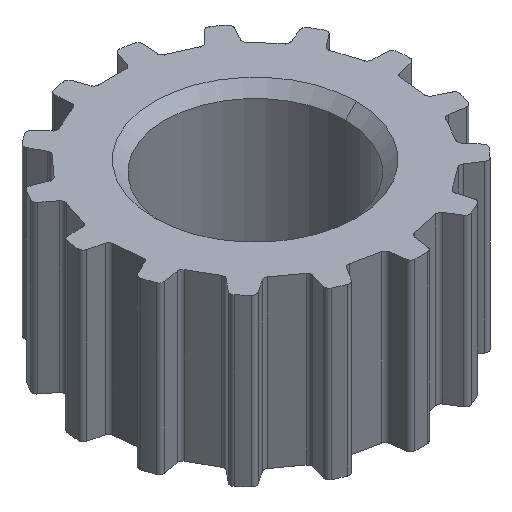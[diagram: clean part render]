
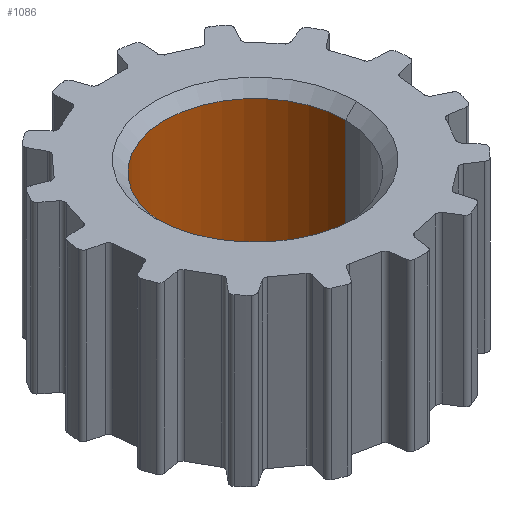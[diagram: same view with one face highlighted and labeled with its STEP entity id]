
A CAD part, isometric view. The second image highlights one B-rep face of the part: STEP entity #1086.
In plain terms, the highlighted cylindrical face has radius 2.5 mm (diameter 5 mm), a partial arc.
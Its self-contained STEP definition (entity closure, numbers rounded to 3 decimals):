
#42 = CARTESIAN_POINT ( 'NONE',  ( 0., 0., -0.998 ) ) ;
#43 = DIRECTION ( 'NONE',  ( 0., 0., 1. ) ) ;
#44 = DIRECTION ( 'NONE',  ( 1., 0., 0. ) ) ;
#175 = CARTESIAN_POINT ( 'NONE',  ( 2.5, 0., -0.998 ) ) ;
#291 = CARTESIAN_POINT ( 'NONE',  ( 2.5, 0., 0. ) ) ;
#292 = DIRECTION ( 'NONE',  ( 0., 0., 1. ) ) ;
#581 = EDGE_CURVE ( 'NONE', #3141, #3208, #3915, .T. ) ;
#794 = DIRECTION ( 'NONE',  ( 0., 0., 1. ) ) ;
#850 = CARTESIAN_POINT ( 'NONE',  ( -2.5, 0., 0. ) ) ;
#876 = CARTESIAN_POINT ( 'NONE',  ( 2.5, 0., 3.002 ) ) ;
#938 = CARTESIAN_POINT ( 'NONE',  ( -2.5, 0., 3.002 ) ) ;
#945 = CARTESIAN_POINT ( 'NONE',  ( -2.5, 0., -0.998 ) ) ;
#1086 = ADVANCED_FACE ( 'NONE', ( #1435 ), #1432, .F. ) ;
#1150 = EDGE_CURVE ( 'NONE', #2337, #3229, #2665, .T. ) ;
#1432 = CYLINDRICAL_SURFACE ( 'NONE', #2461, 2.5 ) ;
#1435 = FACE_OUTER_BOUND ( 'NONE', #4092, .T. ) ;
#1849 = ORIENTED_EDGE ( 'NONE', *, *, #1150, .F. ) ;
#1850 = ORIENTED_EDGE ( 'NONE', *, *, #3127, .F. ) ;
#1853 = ORIENTED_EDGE ( 'NONE', *, *, #581, .T. ) ;
#1854 = ORIENTED_EDGE ( 'NONE', *, *, #2759, .T. ) ;
#2125 = CARTESIAN_POINT ( 'NONE',  ( 0., 0., 3.002 ) ) ;
#2161 = DIRECTION ( 'NONE',  ( 0., 0., 1. ) ) ;
#2251 = DIRECTION ( 'NONE',  ( 1., 0., 0. ) ) ;
#2337 = VERTEX_POINT ( 'NONE', #175 ) ;
#2450 = AXIS2_PLACEMENT_3D ( 'NONE', #42, #43, #44 ) ;
#2461 = AXIS2_PLACEMENT_3D ( 'NONE', #3681, #3682, #3680 ) ;
#2665 = CIRCLE ( 'NONE', #2450, 2.5 ) ;
#2744 = LINE ( 'NONE', #291, #2747 ) ;
#2747 = VECTOR ( 'NONE', #292, 1000. ) ;
#2759 = EDGE_CURVE ( 'NONE', #2337, #3141, #2744, .T. ) ;
#2774 = AXIS2_PLACEMENT_3D ( 'NONE', #2125, #2161, #2251 ) ;
#3127 = EDGE_CURVE ( 'NONE', #3229, #3208, #3513, .T. ) ;
#3141 = VERTEX_POINT ( 'NONE', #876 ) ;
#3208 = VERTEX_POINT ( 'NONE', #938 ) ;
#3229 = VERTEX_POINT ( 'NONE', #945 ) ;
#3513 = LINE ( 'NONE', #850, #3515 ) ;
#3515 = VECTOR ( 'NONE', #794, 1000. ) ;
#3680 = DIRECTION ( 'NONE',  ( 1., 0., 0. ) ) ;
#3681 = CARTESIAN_POINT ( 'NONE',  ( 0., 0., 0. ) ) ;
#3682 = DIRECTION ( 'NONE',  ( 0., 0., 1. ) ) ;
#3915 = CIRCLE ( 'NONE', #2774, 2.5 ) ;
#4092 = EDGE_LOOP ( 'NONE', ( #1850, #1849, #1854, #1853 ) ) ;
